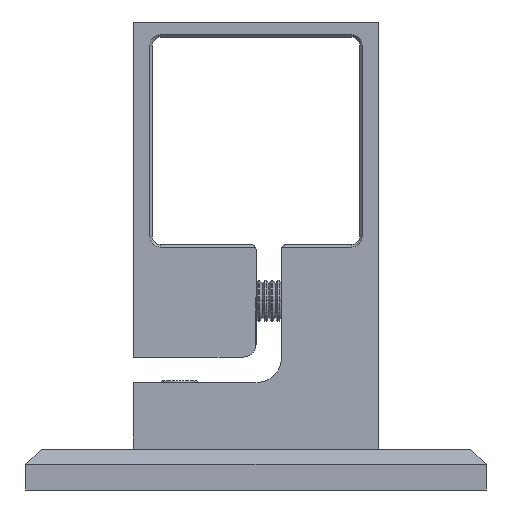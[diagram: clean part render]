
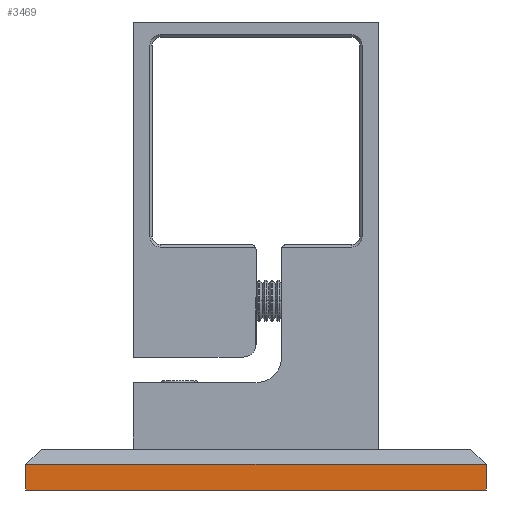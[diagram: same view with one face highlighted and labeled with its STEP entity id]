
A CAD part, front view. The second image highlights one B-rep face of the part: STEP entity #3469.
In plain terms, the highlighted face is planar.
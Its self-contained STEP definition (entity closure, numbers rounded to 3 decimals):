
#894 = LINE ( 'NONE', #5915, #18848 ) ;
#1259 = CARTESIAN_POINT ( 'NONE',  ( -45., 5., 80. ) ) ;
#1598 = CARTESIAN_POINT ( 'NONE',  ( -45., 8., 80. ) ) ;
#1631 = EDGE_CURVE ( 'NONE', #11194, #12382, #10936, .T. ) ;
#2862 = VECTOR ( 'NONE', #23329, 1000. ) ;
#3469 = ADVANCED_FACE ( 'NONE', ( #3950 ), #16749, .F. ) ;
#3950 = FACE_OUTER_BOUND ( 'NONE', #16171, .T. ) ;
#5915 = CARTESIAN_POINT ( 'NONE',  ( -45., 0., 80. ) ) ;
#7645 = EDGE_CURVE ( 'NONE', #16286, #11194, #16421, .T. ) ;
#8401 = AXIS2_PLACEMENT_3D ( 'NONE', #1598, #18651, #16911 ) ;
#8927 = VECTOR ( 'NONE', #14029, 1000. ) ;
#9528 = LINE ( 'NONE', #23185, #8927 ) ;
#9614 = DIRECTION ( 'NONE',  ( 1., 0., 0. ) ) ;
#10760 = ORIENTED_EDGE ( 'NONE', *, *, #7645, .T. ) ;
#10827 = ORIENTED_EDGE ( 'NONE', *, *, #16614, .T. ) ;
#10936 = LINE ( 'NONE', #19360, #2862 ) ;
#11036 = CARTESIAN_POINT ( 'NONE',  ( -45., 0., 80. ) ) ;
#11055 = ORIENTED_EDGE ( 'NONE', *, *, #22876, .F. ) ;
#11194 = VERTEX_POINT ( 'NONE', #23059 ) ;
#11414 = CARTESIAN_POINT ( 'NONE',  ( 45., 5., 80. ) ) ;
#12382 = VERTEX_POINT ( 'NONE', #11036 ) ;
#14029 = DIRECTION ( 'NONE',  ( 0., -1., 0. ) ) ;
#15523 = CARTESIAN_POINT ( 'NONE',  ( 45., 0., 80. ) ) ;
#16171 = EDGE_LOOP ( 'NONE', ( #11055, #10760, #20917, #10827 ) ) ;
#16286 = VERTEX_POINT ( 'NONE', #11414 ) ;
#16421 = LINE ( 'NONE', #1259, #22348 ) ;
#16581 = DIRECTION ( 'NONE',  ( -1., 0., 0. ) ) ;
#16614 = EDGE_CURVE ( 'NONE', #12382, #23314, #894, .T. ) ;
#16749 = PLANE ( 'NONE',  #8401 ) ;
#16911 = DIRECTION ( 'NONE',  ( -1., 0., 0. ) ) ;
#18651 = DIRECTION ( 'NONE',  ( 0., 0., -1. ) ) ;
#18848 = VECTOR ( 'NONE', #9614, 1000. ) ;
#19360 = CARTESIAN_POINT ( 'NONE',  ( -45., 8., 80. ) ) ;
#20917 = ORIENTED_EDGE ( 'NONE', *, *, #1631, .T. ) ;
#22348 = VECTOR ( 'NONE', #16581, 1000. ) ;
#22876 = EDGE_CURVE ( 'NONE', #16286, #23314, #9528, .T. ) ;
#23059 = CARTESIAN_POINT ( 'NONE',  ( -45., 5., 80. ) ) ;
#23185 = CARTESIAN_POINT ( 'NONE',  ( 45., 8., 80. ) ) ;
#23314 = VERTEX_POINT ( 'NONE', #15523 ) ;
#23329 = DIRECTION ( 'NONE',  ( 0., -1., 0. ) ) ;
